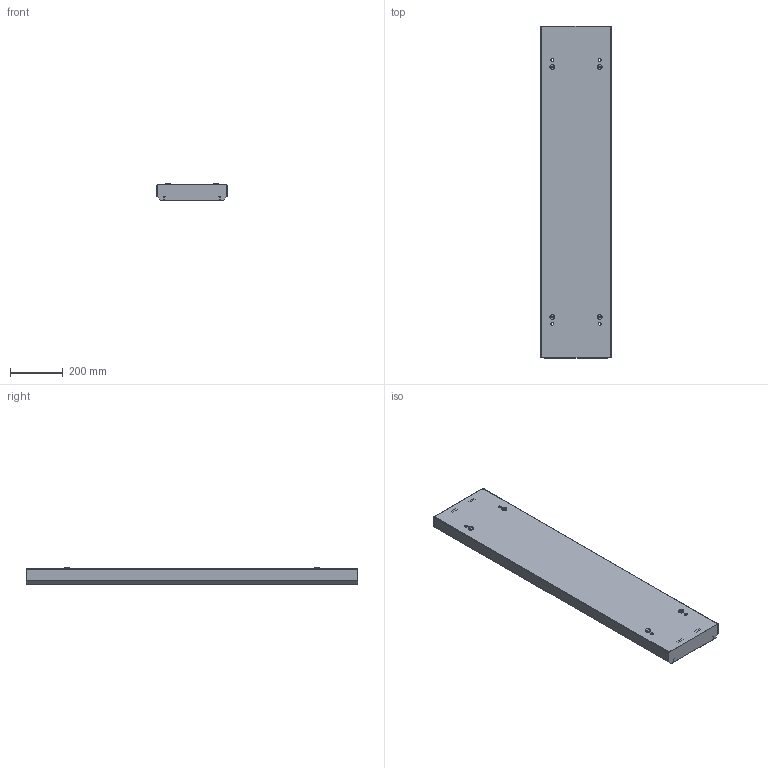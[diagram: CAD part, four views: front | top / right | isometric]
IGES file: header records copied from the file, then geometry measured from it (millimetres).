
Global section: file name: 720009.stp.ipt; native system: Autodesk Inventor 2014; preprocessor: unknown; author: zeman; date: 20151016.131534; units: millimetre
Bounding box: 266 x 1260 x 65 mm (x, y, z)
Volume: 1591531.5 mm3; surface area: 1917329.7 mm2
Topology: 4 solids, 4 shells, 507 faces, 1546 edges, 1004 vertices
Faces by surface type: plane 383, revolution 78, cylinder 46
Full cylindrical faces by diameter (mm): 2 x8, 18 x4, 25 x2
